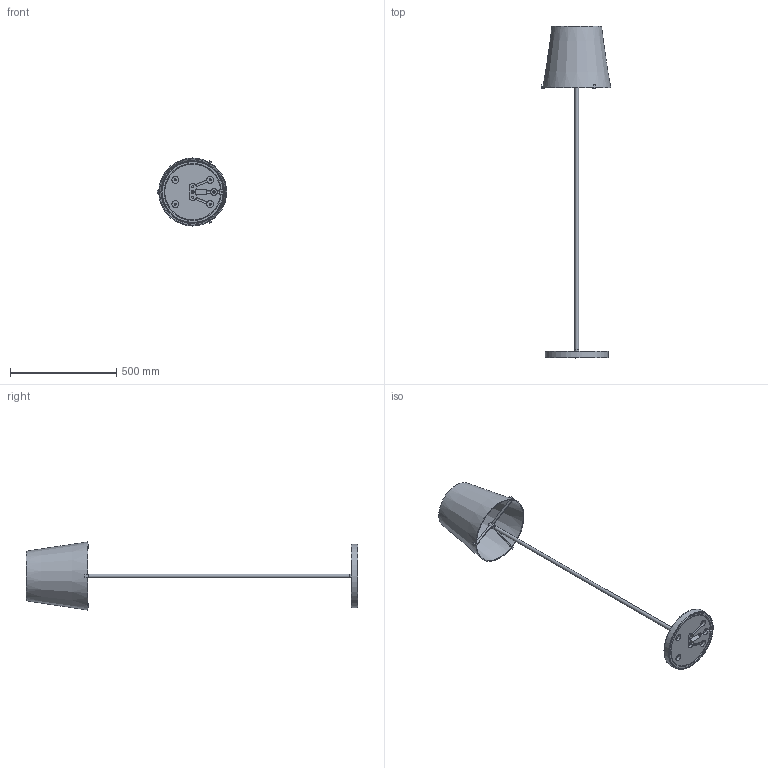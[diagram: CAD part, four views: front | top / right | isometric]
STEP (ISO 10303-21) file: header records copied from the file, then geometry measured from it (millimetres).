
FILE_DESCRIPTION(/* description */ (''),/* implementation_level */ '2;1');
FILE_NAME(/* name */ 'F324725150KBNE.stp',/* time_stamp */ '2020-01-14T14:36:01+01:00',/* author */ ('sghezzi'),/* organization */ (''),/* preprocessor_version */ 'ST-DEVELOPER v17.2',/* originating_system */ 'Autodesk Inventor 2019',/* authorisation */ '');
FILE_SCHEMA (('AUTOMOTIVE_DESIGN { 1 0 10303 214 3 1 1 }'));
Length unit declared in the file: millimetre
Products named in the file (6): 3247.1_Assieme; 007324710_Stelo metallo nikel; 007324711_Copribase; 007219810_Zavorra plastica pesante; 007324712_Crociera Nikel; 020005001_diffusore
Assembly tree (5 placements, depth 2):
  3247.1_Assieme
    007324710_Stelo metallo nikel
    007324711_Copribase
    007219810_Zavorra plastica pesante
    007324712_Crociera Nikel
    020005001_diffusore
Bounding box: 327 x 1561 x 320 mm (x, y, z)
Volume: 2943295.4 mm3; surface area: 1034179.5 mm2
Topology: 10 solids, 10 shells, 129 faces, 321 edges, 217 vertices
Faces by surface type: plane 86, cylinder 37, torus 4, cone 2
Full cylindrical faces by diameter (mm): 7 x2, 10 x14, 13 x1, 15 x1, 18 x1, 20 x1, 32 x5, 296 x1, 298 x1
Entity records: 4358 total; most frequent: CARTESIAN_POINT 935, DIRECTION 682, ORIENTED_EDGE 642, EDGE_CURVE 321, AXIS2_PLACEMENT_3D 242, VERTEX_POINT 217, LINE 198, VECTOR 198
